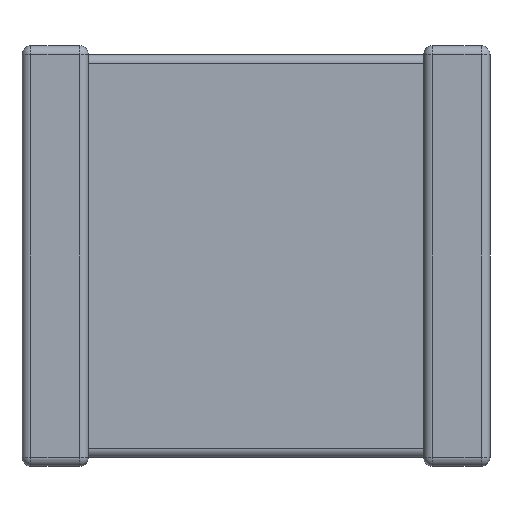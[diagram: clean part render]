
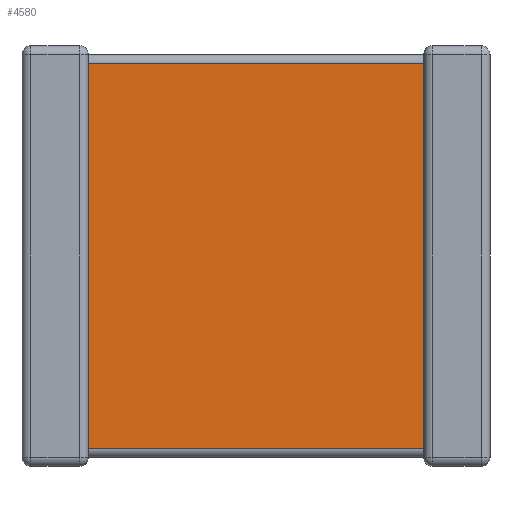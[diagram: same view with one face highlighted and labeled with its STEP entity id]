
A CAD part, front view. The second image highlights one B-rep face of the part: STEP entity #4580.
In plain terms, the highlighted planar face has unit normal (0, -1, 0).
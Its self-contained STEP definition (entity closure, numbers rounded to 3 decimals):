
#3 = LINE ( 'NONE', #47, #2241 ) ;
#41 = DIRECTION ( 'NONE',  ( 1., 0., 0. ) ) ;
#43 = VERTEX_POINT ( 'NONE', #373 ) ;
#47 = CARTESIAN_POINT ( 'NONE',  ( 1.67, 0.22, -0.441 ) ) ;
#119 = EDGE_CURVE ( 'NONE', #3321, #538, #4177, .T. ) ;
#185 = CARTESIAN_POINT ( 'NONE',  ( 10.13, 0.22, -0.441 ) ) ;
#373 = CARTESIAN_POINT ( 'NONE',  ( 10.13, 0.22, -10.159 ) ) ;
#486 = ORIENTED_EDGE ( 'NONE', *, *, #3638, .T. ) ;
#538 = VERTEX_POINT ( 'NONE', #3455 ) ;
#664 = EDGE_CURVE ( 'NONE', #3321, #43, #3360, .T. ) ;
#896 = CARTESIAN_POINT ( 'NONE',  ( 1.67, 0.22, -10.6 ) ) ;
#1189 = ORIENTED_EDGE ( 'NONE', *, *, #664, .T. ) ;
#1206 = DIRECTION ( 'NONE',  ( 0., -1., 0. ) ) ;
#1219 = CARTESIAN_POINT ( 'NONE',  ( 1.67, 0.22, -10.159 ) ) ;
#1548 = VECTOR ( 'NONE', #4404, 1000. ) ;
#1927 = DIRECTION ( 'NONE',  ( 1., 0., 0. ) ) ;
#2060 = CARTESIAN_POINT ( 'NONE',  ( 10.13, 0.22, -10.159 ) ) ;
#2141 = DIRECTION ( 'NONE',  ( 0., 0., 1. ) ) ;
#2191 = LINE ( 'NONE', #4047, #1548 ) ;
#2241 = VECTOR ( 'NONE', #3897, 1000. ) ;
#2274 = VECTOR ( 'NONE', #2141, 1000. ) ;
#2824 = EDGE_LOOP ( 'NONE', ( #4265, #1189, #3989, #486 ) ) ;
#2982 = PLANE ( 'NONE',  #3418 ) ;
#3268 = EDGE_CURVE ( 'NONE', #43, #3873, #2191, .T. ) ;
#3321 = VERTEX_POINT ( 'NONE', #1219 ) ;
#3360 = LINE ( 'NONE', #2060, #3650 ) ;
#3418 = AXIS2_PLACEMENT_3D ( 'NONE', #896, #1206, #1927 ) ;
#3455 = CARTESIAN_POINT ( 'NONE',  ( 1.67, 0.22, -0.441 ) ) ;
#3497 = FACE_OUTER_BOUND ( 'NONE', #2824, .T. ) ;
#3638 = EDGE_CURVE ( 'NONE', #3873, #538, #3, .T. ) ;
#3650 = VECTOR ( 'NONE', #41, 1000. ) ;
#3873 = VERTEX_POINT ( 'NONE', #185 ) ;
#3897 = DIRECTION ( 'NONE',  ( -1., 0., 0. ) ) ;
#3989 = ORIENTED_EDGE ( 'NONE', *, *, #3268, .T. ) ;
#4047 = CARTESIAN_POINT ( 'NONE',  ( 10.13, 0.22, -10.6 ) ) ;
#4177 = LINE ( 'NONE', #4286, #2274 ) ;
#4265 = ORIENTED_EDGE ( 'NONE', *, *, #119, .F. ) ;
#4286 = CARTESIAN_POINT ( 'NONE',  ( 1.67, 0.22, -10.6 ) ) ;
#4404 = DIRECTION ( 'NONE',  ( 0., 0., 1. ) ) ;
#4580 = ADVANCED_FACE ( 'NONE', ( #3497 ), #2982, .T. ) ;
